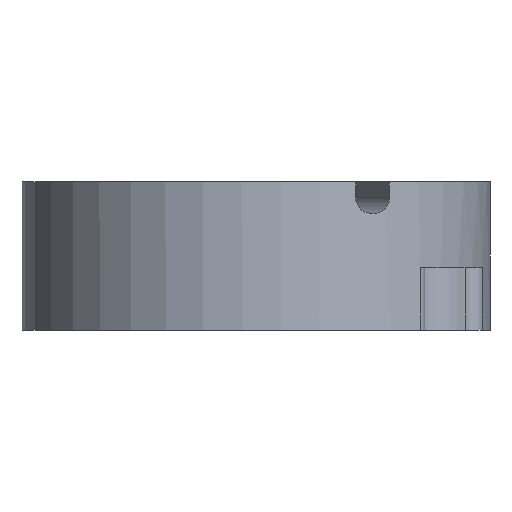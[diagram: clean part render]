
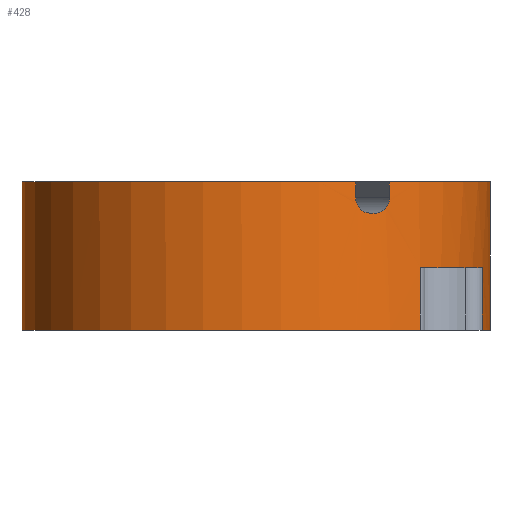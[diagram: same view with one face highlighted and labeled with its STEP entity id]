
A CAD part, front view. The second image highlights one B-rep face of the part: STEP entity #428.
In plain terms, the highlighted cylindrical face has radius 15 mm (diameter 30 mm), a partial arc.
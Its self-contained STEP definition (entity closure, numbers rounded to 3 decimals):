
#14 = CARTESIAN_POINT ( 'NONE',  ( 6.391, -13.57, 9.5 ) ) ;
#23 = CARTESIAN_POINT ( 'NONE',  ( 0., 0., 7.5 ) ) ;
#28 = LINE ( 'NONE', #968, #1529 ) ;
#32 = EDGE_LOOP ( 'NONE', ( #1581, #398, #980, #1058, #1515, #1040, #999, #65, #637, #482, #606, #1508, #1364, #1436 ) ) ;
#59 = VERTEX_POINT ( 'NONE', #125 ) ;
#61 = DIRECTION ( 'NONE',  ( 0., 0., 1. ) ) ;
#65 = ORIENTED_EDGE ( 'NONE', *, *, #1536, .F. ) ;
#92 = CIRCLE ( 'NONE', #912, 15. ) ;
#125 = CARTESIAN_POINT ( 'NONE',  ( -15., 0., 0. ) ) ;
#149 = CARTESIAN_POINT ( 'NONE',  ( 8.556, -12.32, 8.5 ) ) ;
#151 = DIRECTION ( 'NONE',  ( 0., 0., -1. ) ) ;
#184 = CIRCLE ( 'NONE', #1486, 15. ) ;
#188 = CARTESIAN_POINT ( 'NONE',  ( 6.391, -13.57, 9.5 ) ) ;
#190 = CARTESIAN_POINT ( 'NONE',  ( 7.167, -13.178, 7.5 ) ) ;
#207 = FACE_OUTER_BOUND ( 'NONE', #32, .T. ) ;
#219 = AXIS2_PLACEMENT_3D ( 'NONE', #695, #1574, #587 ) ;
#236 = EDGE_CURVE ( 'NONE', #722, #716, #873, .T. ) ;
#237 = VERTEX_POINT ( 'NONE', #800 ) ;
#239 = VECTOR ( 'NONE', #151, 1000. ) ;
#261 = VERTEX_POINT ( 'NONE', #902 ) ;
#270 = VECTOR ( 'NONE', #372, 1000. ) ;
#284 = CARTESIAN_POINT ( 'NONE',  ( 8.556, -12.32, 9.5 ) ) ;
#310 = EDGE_CURVE ( 'NONE', #59, #237, #184, .T. ) ;
#349 = CYLINDRICAL_SURFACE ( 'NONE', #219, 15. ) ;
#353 = CARTESIAN_POINT ( 'NONE',  ( 15., 0., 9.5 ) ) ;
#372 = DIRECTION ( 'NONE',  ( 0., 0., -1. ) ) ;
#382 = DIRECTION ( 'NONE',  ( 0., 0., 1. ) ) ;
#398 = ORIENTED_EDGE ( 'NONE', *, *, #236, .F. ) ;
#412 = CARTESIAN_POINT ( 'NONE',  ( 0., 0., 9.5 ) ) ;
#428 = ADVANCED_FACE ( 'NONE', ( #207 ), #349, .T. ) ;
#482 = ORIENTED_EDGE ( 'NONE', *, *, #310, .T. ) ;
#486 = VERTEX_POINT ( 'NONE', #1079 ) ;
#492 = AXIS2_PLACEMENT_3D ( 'NONE', #1531, #1293, #1036 ) ;
#523 = CARTESIAN_POINT ( 'NONE',  ( 8.556, -12.32, 9.5 ) ) ;
#528 = EDGE_CURVE ( 'NONE', #716, #1230, #826, .T. ) ;
#531 = CARTESIAN_POINT ( 'NONE',  ( 14.516, -3.781, 0. ) ) ;
#536 = DIRECTION ( 'NONE',  ( 0., 0., 1. ) ) ;
#553 = CARTESIAN_POINT ( 'NONE',  ( 15., 0., 0. ) ) ;
#562 = DIRECTION ( 'NONE',  ( 1., 0., 0. ) ) ;
#563 = CARTESIAN_POINT ( 'NONE',  ( 6.391, -13.57, 8.5 ) ) ;
#586 = B_SPLINE_CURVE_WITH_KNOTS ( 'NONE', 3,
 ( #1390, #190, #1542, #932, #652, #1259, #914, #1158 ),
 .UNSPECIFIED., .F., .F.,
 ( 4, 2, 2, 4 ),
 ( 0., 0., 0.001, 0.002 ),
 .UNSPECIFIED. ) ;
#587 = DIRECTION ( 'NONE',  ( -1., 0., 0. ) ) ;
#588 = LINE ( 'NONE', #1418, #1380 ) ;
#606 = ORIENTED_EDGE ( 'NONE', *, *, #1111, .T. ) ;
#608 = CARTESIAN_POINT ( 'NONE',  ( 8.452, -12.392, 7.996 ) ) ;
#610 = EDGE_CURVE ( 'NONE', #1377, #486, #1147, .T. ) ;
#637 = ORIENTED_EDGE ( 'NONE', *, *, #1052, .T. ) ;
#652 = CARTESIAN_POINT ( 'NONE',  ( 6.739, -13.401, 7.7 ) ) ;
#660 = CARTESIAN_POINT ( 'NONE',  ( 0., 0., 0. ) ) ;
#679 = EDGE_CURVE ( 'NONE', #921, #1161, #862, .T. ) ;
#695 = CARTESIAN_POINT ( 'NONE',  ( 0., 0., 9.5 ) ) ;
#696 = DIRECTION ( 'NONE',  ( 0., 0., -1. ) ) ;
#712 = EDGE_CURVE ( 'NONE', #1310, #921, #586, .T. ) ;
#716 = VERTEX_POINT ( 'NONE', #1172 ) ;
#722 = VERTEX_POINT ( 'NONE', #284 ) ;
#728 = CARTESIAN_POINT ( 'NONE',  ( 8.556, -12.32, 8.368 ) ) ;
#729 = VERTEX_POINT ( 'NONE', #531 ) ;
#733 = CARTESIAN_POINT ( 'NONE',  ( 0., 0., 0. ) ) ;
#769 = CARTESIAN_POINT ( 'NONE',  ( 10.533, -10.68, 4. ) ) ;
#773 = CIRCLE ( 'NONE', #492, 15. ) ;
#786 = VECTOR ( 'NONE', #1316, 1000. ) ;
#800 = CARTESIAN_POINT ( 'NONE',  ( 10.533, -10.68, 0. ) ) ;
#812 = EDGE_CURVE ( 'NONE', #1426, #1461, #773, .T. ) ;
#826 = LINE ( 'NONE', #353, #786 ) ;
#859 = DIRECTION ( 'NONE',  ( 1., 0., 0. ) ) ;
#862 = LINE ( 'NONE', #14, #1406 ) ;
#873 = CIRCLE ( 'NONE', #929, 15. ) ;
#899 = CARTESIAN_POINT ( 'NONE',  ( 7.282, -13.114, 7.5 ) ) ;
#902 = CARTESIAN_POINT ( 'NONE',  ( -15., 0., 9.5 ) ) ;
#906 = EDGE_CURVE ( 'NONE', #1426, #729, #588, .T. ) ;
#912 = AXIS2_PLACEMENT_3D ( 'NONE', #1532, #1401, #1302 ) ;
#914 = CARTESIAN_POINT ( 'NONE',  ( 6.391, -13.57, 8.236 ) ) ;
#921 = VERTEX_POINT ( 'NONE', #563 ) ;
#929 = AXIS2_PLACEMENT_3D ( 'NONE', #412, #536, #562 ) ;
#932 = CARTESIAN_POINT ( 'NONE',  ( 6.838, -13.351, 7.626 ) ) ;
#966 = AXIS2_PLACEMENT_3D ( 'NONE', #733, #1357, #859 ) ;
#968 = CARTESIAN_POINT ( 'NONE',  ( 10.533, -10.68, 9.5 ) ) ;
#980 = ORIENTED_EDGE ( 'NONE', *, *, #1434, .T. ) ;
#985 = CARTESIAN_POINT ( 'NONE',  ( 7.942, -12.728, 7.5 ) ) ;
#999 = ORIENTED_EDGE ( 'NONE', *, *, #679, .T. ) ;
#1036 = DIRECTION ( 'NONE',  ( -1., 0., 0. ) ) ;
#1040 = ORIENTED_EDGE ( 'NONE', *, *, #712, .T. ) ;
#1052 = EDGE_CURVE ( 'NONE', #261, #59, #1484, .T. ) ;
#1058 = ORIENTED_EDGE ( 'NONE', *, *, #610, .T. ) ;
#1066 = EDGE_CURVE ( 'NONE', #729, #1230, #1175, .T. ) ;
#1079 = CARTESIAN_POINT ( 'NONE',  ( 7.715, -12.864, 7.5 ) ) ;
#1101 = CARTESIAN_POINT ( 'NONE',  ( 7.715, -12.864, 7.5 ) ) ;
#1111 = EDGE_CURVE ( 'NONE', #237, #1461, #28, .T. ) ;
#1115 = DIRECTION ( 'NONE',  ( 1., 0., 0. ) ) ;
#1121 = CARTESIAN_POINT ( 'NONE',  ( 8.16, -12.588, 7.609 ) ) ;
#1129 = CARTESIAN_POINT ( 'NONE',  ( 8.535, -12.335, 8.238 ) ) ;
#1130 = LINE ( 'NONE', #523, #239 ) ;
#1139 = DIRECTION ( 'NONE',  ( 0., 0., 1. ) ) ;
#1147 = B_SPLINE_CURVE_WITH_KNOTS ( 'NONE', 3,
 ( #149, #728, #1129, #608, #1344, #1121, #985, #1101 ),
 .UNSPECIFIED., .F., .F.,
 ( 4, 2, 2, 4 ),
 ( 0., 0., 0.001, 0.002 ),
 .UNSPECIFIED. ) ;
#1157 = DIRECTION ( 'NONE',  ( 1., 0., 0. ) ) ;
#1158 = CARTESIAN_POINT ( 'NONE',  ( 6.391, -13.57, 8.5 ) ) ;
#1161 = VERTEX_POINT ( 'NONE', #188 ) ;
#1172 = CARTESIAN_POINT ( 'NONE',  ( 15., 0., 9.5 ) ) ;
#1175 = CIRCLE ( 'NONE', #966, 15. ) ;
#1230 = VERTEX_POINT ( 'NONE', #553 ) ;
#1247 = CARTESIAN_POINT ( 'NONE',  ( -15., 0., 9.5 ) ) ;
#1259 = CARTESIAN_POINT ( 'NONE',  ( 6.491, -13.524, 7.977 ) ) ;
#1293 = DIRECTION ( 'NONE',  ( 0., 0., -1. ) ) ;
#1302 = DIRECTION ( 'NONE',  ( 1., 0., 0. ) ) ;
#1310 = VERTEX_POINT ( 'NONE', #899 ) ;
#1313 = AXIS2_PLACEMENT_3D ( 'NONE', #23, #1139, #1115 ) ;
#1316 = DIRECTION ( 'NONE',  ( 0., 0., -1. ) ) ;
#1344 = CARTESIAN_POINT ( 'NONE',  ( 8.391, -12.434, 7.885 ) ) ;
#1357 = DIRECTION ( 'NONE',  ( 0., 0., 1. ) ) ;
#1364 = ORIENTED_EDGE ( 'NONE', *, *, #906, .T. ) ;
#1377 = VERTEX_POINT ( 'NONE', #1524 ) ;
#1380 = VECTOR ( 'NONE', #696, 1000. ) ;
#1390 = CARTESIAN_POINT ( 'NONE',  ( 7.282, -13.114, 7.5 ) ) ;
#1401 = DIRECTION ( 'NONE',  ( 0., 0., 1. ) ) ;
#1406 = VECTOR ( 'NONE', #382, 1000. ) ;
#1416 = EDGE_CURVE ( 'NONE', #1310, #486, #1446, .T. ) ;
#1418 = CARTESIAN_POINT ( 'NONE',  ( 14.516, -3.781, 9.5 ) ) ;
#1426 = VERTEX_POINT ( 'NONE', #1489 ) ;
#1434 = EDGE_CURVE ( 'NONE', #722, #1377, #1130, .T. ) ;
#1436 = ORIENTED_EDGE ( 'NONE', *, *, #1066, .T. ) ;
#1446 = CIRCLE ( 'NONE', #1313, 15. ) ;
#1455 = DIRECTION ( 'NONE',  ( 0., 0., 1. ) ) ;
#1461 = VERTEX_POINT ( 'NONE', #769 ) ;
#1484 = LINE ( 'NONE', #1247, #270 ) ;
#1486 = AXIS2_PLACEMENT_3D ( 'NONE', #660, #61, #1157 ) ;
#1489 = CARTESIAN_POINT ( 'NONE',  ( 14.516, -3.781, 4. ) ) ;
#1508 = ORIENTED_EDGE ( 'NONE', *, *, #812, .F. ) ;
#1515 = ORIENTED_EDGE ( 'NONE', *, *, #1416, .F. ) ;
#1524 = CARTESIAN_POINT ( 'NONE',  ( 8.556, -12.32, 8.5 ) ) ;
#1529 = VECTOR ( 'NONE', #1455, 1000. ) ;
#1531 = CARTESIAN_POINT ( 'NONE',  ( 0., 0., 4. ) ) ;
#1532 = CARTESIAN_POINT ( 'NONE',  ( 0., 0., 9.5 ) ) ;
#1536 = EDGE_CURVE ( 'NONE', #261, #1161, #92, .T. ) ;
#1542 = CARTESIAN_POINT ( 'NONE',  ( 7.053, -13.239, 7.526 ) ) ;
#1574 = DIRECTION ( 'NONE',  ( 0., 0., -1. ) ) ;
#1581 = ORIENTED_EDGE ( 'NONE', *, *, #528, .F. ) ;
